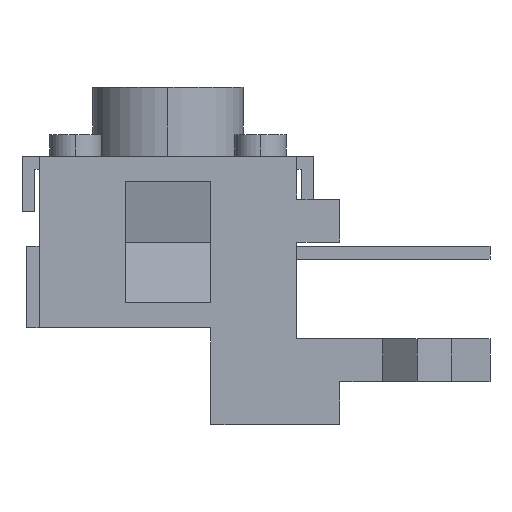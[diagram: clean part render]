
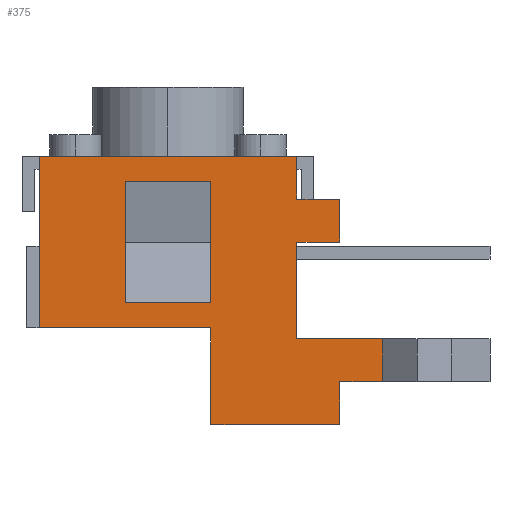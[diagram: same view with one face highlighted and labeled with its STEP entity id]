
A CAD part, left-side view. The second image highlights one B-rep face of the part: STEP entity #375.
In plain terms, the highlighted planar face has unit normal (-1, 0, 0).
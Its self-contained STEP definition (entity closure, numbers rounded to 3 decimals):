
#2 = ORIENTED_EDGE ( 'NONE', *, *, #3839, .F. ) ;
#10 = EDGE_CURVE ( 'NONE', #3771, #1913, #619, .T. ) ;
#35 = VERTEX_POINT ( 'NONE', #651 ) ;
#41 = VERTEX_POINT ( 'NONE', #657 ) ;
#73 = ORIENTED_EDGE ( 'NONE', *, *, #10, .F. ) ;
#132 = EDGE_CURVE ( 'NONE', #182, #2458, #889, .T. ) ;
#142 = ORIENTED_EDGE ( 'NONE', *, *, #3917, .F. ) ;
#145 = ORIENTED_EDGE ( 'NONE', *, *, #3868, .F. ) ;
#182 = VERTEX_POINT ( 'NONE', #1040 ) ;
#185 = EDGE_CURVE ( 'NONE', #2458, #3899, #1050, .T. ) ;
#197 = EDGE_CURVE ( 'NONE', #424, #41, #1084, .T. ) ;
#203 = ORIENTED_EDGE ( 'NONE', *, *, #185, .T. ) ;
#211 = VERTEX_POINT ( 'NONE', #1105 ) ;
#330 = EDGE_CURVE ( 'NONE', #1913, #578, #1599, .T. ) ;
#375 = ADVANCED_FACE ( 'NONE', ( #1761, #1762 ), #1763, .T. ) ;
#392 = ORIENTED_EDGE ( 'NONE', *, *, #3901, .F. ) ;
#410 = ORIENTED_EDGE ( 'NONE', *, *, #330, .F. ) ;
#424 = VERTEX_POINT ( 'NONE', #1994 ) ;
#483 = VERTEX_POINT ( 'NONE', #2344 ) ;
#548 = EDGE_CURVE ( 'NONE', #483, #4072, #3028, .T. ) ;
#578 = VERTEX_POINT ( 'NONE', #3270 ) ;
#592 = ORIENTED_EDGE ( 'NONE', *, *, #3906, .F. ) ;
#595 = ORIENTED_EDGE ( 'NONE', *, *, #4070, .F. ) ;
#619 = LINE ( 'NONE', #620, #621 ) ;
#620 = CARTESIAN_POINT ( 'NONE',  ( -5.9, 1., 1.25 ) ) ;
#621 = VECTOR ( 'NONE', #622, 1000. ) ;
#622 = DIRECTION ( 'NONE',  ( 0., -1., 0. ) ) ;
#651 = CARTESIAN_POINT ( 'NONE',  ( -5.9, 3., -1.15 ) ) ;
#657 = CARTESIAN_POINT ( 'NONE',  ( -5.9, 3., -4. ) ) ;
#889 = LINE ( 'NONE', #890, #891 ) ;
#890 = CARTESIAN_POINT ( 'NONE',  ( -5.9, 0., -3. ) ) ;
#891 = VECTOR ( 'NONE', #892, 1000. ) ;
#892 = DIRECTION ( 'NONE',  ( 0., -1., 0. ) ) ;
#993 = LINE ( 'NONE', #995, #996 ) ;
#995 = CARTESIAN_POINT ( 'NONE',  ( -5.9, 3., -1.75 ) ) ;
#996 = VECTOR ( 'NONE', #997, 1000. ) ;
#997 = DIRECTION ( 'NONE',  ( 0., 0., 1. ) ) ;
#1040 = CARTESIAN_POINT ( 'NONE',  ( -5.9, 0., -3. ) ) ;
#1048 = EDGE_CURVE ( 'NONE', #35, #483, #1214, .T. ) ;
#1050 = LINE ( 'NONE', #1051, #1052 ) ;
#1051 = CARTESIAN_POINT ( 'NONE',  ( -5.9, -1., -3. ) ) ;
#1052 = VECTOR ( 'NONE', #1053, 1000. ) ;
#1053 = DIRECTION ( 'NONE',  ( 0., 0., 1. ) ) ;
#1084 = LINE ( 'NONE', #1085, #1086 ) ;
#1085 = CARTESIAN_POINT ( 'NONE',  ( -5.9, 3., -4. ) ) ;
#1086 = VECTOR ( 'NONE', #1087, 1000. ) ;
#1087 = DIRECTION ( 'NONE',  ( 0., 1., 0. ) ) ;
#1105 = CARTESIAN_POINT ( 'NONE',  ( -5.9, 7., 2.25 ) ) ;
#1187 = EDGE_LOOP ( 'NONE', ( #3492, #3350, #2763, #3933 ) ) ;
#1214 = LINE ( 'NONE', #1215, #1216 ) ;
#1215 = CARTESIAN_POINT ( 'NONE',  ( -5.9, 3., -1.15 ) ) ;
#1216 = VECTOR ( 'NONE', #1217, 1000. ) ;
#1217 = DIRECTION ( 'NONE',  ( 0., 0., 1. ) ) ;
#1281 = LINE ( 'NONE', #1282, #1283 ) ;
#1282 = CARTESIAN_POINT ( 'NONE',  ( -5.9, 0., 0.25 ) ) ;
#1283 = VECTOR ( 'NONE', #1284, 1000. ) ;
#1284 = DIRECTION ( 'NONE',  ( 0., 1., 0. ) ) ;
#1519 = CARTESIAN_POINT ( 'NONE',  ( -5.9, 7., -1.75 ) ) ;
#1550 = ORIENTED_EDGE ( 'NONE', *, *, #3202, .F. ) ;
#1553 = VERTEX_POINT ( 'NONE', #1519 ) ;
#1560 = CARTESIAN_POINT ( 'NONE',  ( -5.9, -1., -2. ) ) ;
#1569 = LINE ( 'NONE', #1570, #1574 ) ;
#1570 = CARTESIAN_POINT ( 'NONE',  ( -5.9, 0., -2. ) ) ;
#1574 = VECTOR ( 'NONE', #1575, 1000. ) ;
#1575 = DIRECTION ( 'NONE',  ( 0., 0., -1. ) ) ;
#1599 = LINE ( 'NONE', #1600, #1601 ) ;
#1600 = CARTESIAN_POINT ( 'NONE',  ( -5.9, 0., 1.25 ) ) ;
#1601 = VECTOR ( 'NONE', #1602, 1000. ) ;
#1602 = DIRECTION ( 'NONE',  ( 0., 0., -1. ) ) ;
#1615 = LINE ( 'NONE', #1616, #1617 ) ;
#1616 = CARTESIAN_POINT ( 'NONE',  ( -5.9, 1., 2.25 ) ) ;
#1617 = VECTOR ( 'NONE', #1618, 1000. ) ;
#1618 = DIRECTION ( 'NONE',  ( 0., 0., -1. ) ) ;
#1625 = LINE ( 'NONE', #1626, #1627 ) ;
#1626 = CARTESIAN_POINT ( 'NONE',  ( -5.9, 1., -2. ) ) ;
#1627 = VECTOR ( 'NONE', #1628, 1000. ) ;
#1628 = DIRECTION ( 'NONE',  ( 0., -1., 0. ) ) ;
#1712 = LINE ( 'NONE', #1713, #1715 ) ;
#1713 = CARTESIAN_POINT ( 'NONE',  ( -5.9, 7., -1.75 ) ) ;
#1715 = VECTOR ( 'NONE', #1716, 1000. ) ;
#1716 = DIRECTION ( 'NONE',  ( 0., 1., 0. ) ) ;
#1718 = CARTESIAN_POINT ( 'NONE',  ( -5.9, 0., 1.25 ) ) ;
#1761 = FACE_BOUND ( 'NONE', #1187, .T. ) ;
#1762 = FACE_OUTER_BOUND ( 'NONE', #2844, .T. ) ;
#1763 = PLANE ( 'NONE',  #1764 ) ;
#1764 = AXIS2_PLACEMENT_3D ( 'NONE', #1767, #1768, #1769 ) ;
#1765 = EDGE_CURVE ( 'NONE', #3756, #3899, #1625, .T. ) ;
#1767 = CARTESIAN_POINT ( 'NONE',  ( -5.9, 3., 2.25 ) ) ;
#1768 = DIRECTION ( 'NONE',  ( -1., 0., 0. ) ) ;
#1769 = DIRECTION ( 'NONE',  ( 0., 0., 1. ) ) ;
#1884 = LINE ( 'NONE', #1885, #1886 ) ;
#1885 = CARTESIAN_POINT ( 'NONE',  ( -5.9, 7., 2.25 ) ) ;
#1886 = VECTOR ( 'NONE', #1887, 1000. ) ;
#1887 = DIRECTION ( 'NONE',  ( 0., 0., 1. ) ) ;
#1913 = VERTEX_POINT ( 'NONE', #1718 ) ;
#1994 = CARTESIAN_POINT ( 'NONE',  ( -5.9, 0., -4. ) ) ;
#2084 = CARTESIAN_POINT ( 'NONE',  ( -5.9, 3., -1.75 ) ) ;
#2132 = CARTESIAN_POINT ( 'NONE',  ( -5.9, -1., -3. ) ) ;
#2157 = EDGE_CURVE ( 'NONE', #1553, #211, #1884, .T. ) ;
#2170 = LINE ( 'NONE', #2171, #2172 ) ;
#2171 = CARTESIAN_POINT ( 'NONE',  ( -5.9, 5., -1.15 ) ) ;
#2172 = VECTOR ( 'NONE', #2173, 1000. ) ;
#2173 = DIRECTION ( 'NONE',  ( 0., 0., 1. ) ) ;
#2271 = LINE ( 'NONE', #2272, #2273 ) ;
#2272 = CARTESIAN_POINT ( 'NONE',  ( -5.9, 3., -1.15 ) ) ;
#2273 = VECTOR ( 'NONE', #2274, 1000. ) ;
#2274 = DIRECTION ( 'NONE',  ( 0., 1., 0. ) ) ;
#2344 = CARTESIAN_POINT ( 'NONE',  ( -5.9, 3., 1.65 ) ) ;
#2382 = VERTEX_POINT ( 'NONE', #2084 ) ;
#2458 = VERTEX_POINT ( 'NONE', #2132 ) ;
#2471 = CARTESIAN_POINT ( 'NONE',  ( -5.9, 5., -1.15 ) ) ;
#2498 = EDGE_CURVE ( 'NONE', #3987, #4072, #2170, .T. ) ;
#2583 = EDGE_CURVE ( 'NONE', #35, #3987, #2271, .T. ) ;
#2628 = LINE ( 'NONE', #2629, #2630 ) ;
#2629 = CARTESIAN_POINT ( 'NONE',  ( -5.9, 1., 0.25 ) ) ;
#2630 = VECTOR ( 'NONE', #2631, 1000. ) ;
#2631 = DIRECTION ( 'NONE',  ( 0., 0., -1. ) ) ;
#2763 = ORIENTED_EDGE ( 'NONE', *, *, #2498, .T. ) ;
#2844 = EDGE_LOOP ( 'NONE', ( #595, #3037, #142, #2, #3787, #392, #4061, #203, #3351, #1550, #145, #410, #73, #592 ) ) ;
#2915 = CARTESIAN_POINT ( 'NONE',  ( -5.9, 1., 0.25 ) ) ;
#3028 = LINE ( 'NONE', #3029, #3030 ) ;
#3029 = CARTESIAN_POINT ( 'NONE',  ( -5.9, 3., 1.65 ) ) ;
#3030 = VECTOR ( 'NONE', #3031, 1000. ) ;
#3031 = DIRECTION ( 'NONE',  ( 0., 1., 0. ) ) ;
#3037 = ORIENTED_EDGE ( 'NONE', *, *, #2157, .F. ) ;
#3091 = CARTESIAN_POINT ( 'NONE',  ( -5.9, 1., -2. ) ) ;
#3123 = CARTESIAN_POINT ( 'NONE',  ( -5.9, 1., 1.25 ) ) ;
#3157 = CARTESIAN_POINT ( 'NONE',  ( -5.9, 1., 2.25 ) ) ;
#3202 = EDGE_CURVE ( 'NONE', #3669, #3756, #2628, .T. ) ;
#3217 = LINE ( 'NONE', #3218, #3219 ) ;
#3218 = CARTESIAN_POINT ( 'NONE',  ( -5.9, 1., 2.25 ) ) ;
#3219 = VECTOR ( 'NONE', #3220, 1000. ) ;
#3220 = DIRECTION ( 'NONE',  ( 0., -1., 0. ) ) ;
#3223 = CARTESIAN_POINT ( 'NONE',  ( -5.9, 5., 1.65 ) ) ;
#3270 = CARTESIAN_POINT ( 'NONE',  ( -5.9, 0., 0.25 ) ) ;
#3350 = ORIENTED_EDGE ( 'NONE', *, *, #2583, .T. ) ;
#3351 = ORIENTED_EDGE ( 'NONE', *, *, #1765, .F. ) ;
#3492 = ORIENTED_EDGE ( 'NONE', *, *, #1048, .F. ) ;
#3669 = VERTEX_POINT ( 'NONE', #2915 ) ;
#3756 = VERTEX_POINT ( 'NONE', #3091 ) ;
#3771 = VERTEX_POINT ( 'NONE', #3123 ) ;
#3787 = ORIENTED_EDGE ( 'NONE', *, *, #197, .F. ) ;
#3788 = VERTEX_POINT ( 'NONE', #3157 ) ;
#3839 = EDGE_CURVE ( 'NONE', #41, #2382, #993, .T. ) ;
#3868 = EDGE_CURVE ( 'NONE', #578, #3669, #1281, .T. ) ;
#3899 = VERTEX_POINT ( 'NONE', #1560 ) ;
#3901 = EDGE_CURVE ( 'NONE', #182, #424, #1569, .T. ) ;
#3906 = EDGE_CURVE ( 'NONE', #3788, #3771, #1615, .T. ) ;
#3917 = EDGE_CURVE ( 'NONE', #2382, #1553, #1712, .T. ) ;
#3933 = ORIENTED_EDGE ( 'NONE', *, *, #548, .F. ) ;
#3987 = VERTEX_POINT ( 'NONE', #2471 ) ;
#4061 = ORIENTED_EDGE ( 'NONE', *, *, #132, .T. ) ;
#4070 = EDGE_CURVE ( 'NONE', #211, #3788, #3217, .T. ) ;
#4072 = VERTEX_POINT ( 'NONE', #3223 ) ;
